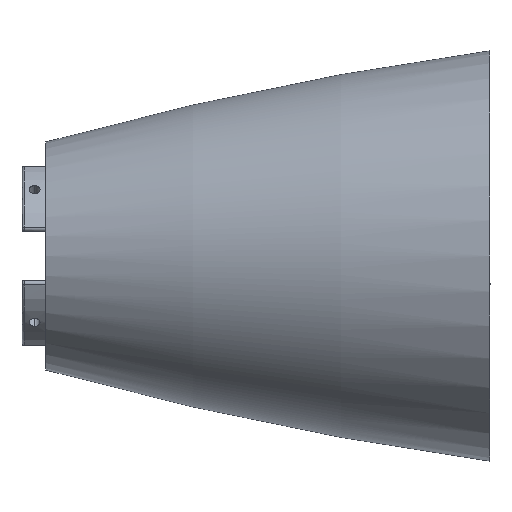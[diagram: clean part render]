
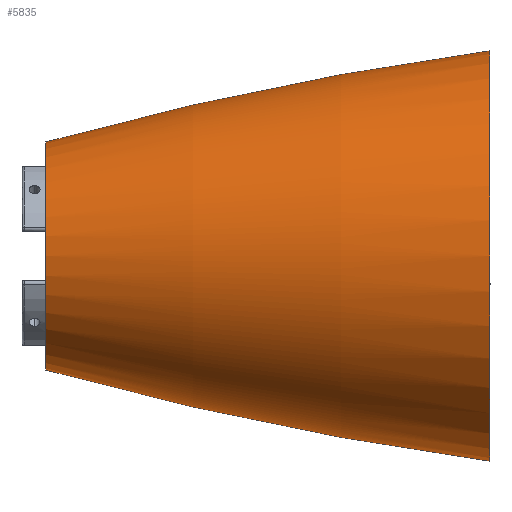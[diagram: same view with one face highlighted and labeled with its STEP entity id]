
A CAD part, left-side view. The second image highlights one B-rep face of the part: STEP entity #5835.
In plain terms, the highlighted toroidal (fillet/blend) face has major radius 713.477 mm and minor radius 766.309 mm.
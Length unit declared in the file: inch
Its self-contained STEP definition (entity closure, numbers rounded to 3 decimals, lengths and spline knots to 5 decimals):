
#284 = CARTESIAN_POINT ( 'NONE',  ( 0., 4.105, 0. ) ) ;
#410 = CARTESIAN_POINT ( 'NONE',  ( 0., 8., -1. ) ) ;
#431 = AXIS2_PLACEMENT_3D ( 'NONE', #5966, #3416, #5896 ) ;
#490 = AXIS2_PLACEMENT_3D ( 'NONE', #284, #1784, #2183 ) ;
#741 = EDGE_CURVE ( 'NONE', #4923, #1071, #2905, .T. ) ;
#750 = CIRCLE ( 'NONE', #3352, 30.16963 ) ;
#887 = DIRECTION ( 'NONE',  ( 0., -1., 0. ) ) ;
#984 = CARTESIAN_POINT ( 'NONE',  ( 0., 8., 1. ) ) ;
#1010 = EDGE_LOOP ( 'NONE', ( #3814, #4407, #4516, #4711 ) ) ;
#1040 = VERTEX_POINT ( 'NONE', #984 ) ;
#1071 = VERTEX_POINT ( 'NONE', #6119 ) ;
#1125 = CARTESIAN_POINT ( 'NONE',  ( 0., 0., 28.08963 ) ) ;
#1267 = TOROIDAL_SURFACE ( 'NONE', #431, -28.08963, 30.16963 ) ;
#1334 = AXIS2_PLACEMENT_3D ( 'NONE', #1125, #3545, #5570 ) ;
#1410 = EDGE_CURVE ( 'NONE', #1849, #1071, #2497, .T. ) ;
#1784 = DIRECTION ( 'NONE',  ( 0., -1., 0. ) ) ;
#1822 = FACE_OUTER_BOUND ( 'NONE', #1010, .T. ) ;
#1849 = VERTEX_POINT ( 'NONE', #3370 ) ;
#2136 = DIRECTION ( 'NONE',  ( 1., 0., 0. ) ) ;
#2183 = DIRECTION ( 'NONE',  ( 0., 0., 1. ) ) ;
#2497 = CIRCLE ( 'NONE', #490, 1.79942 ) ;
#2793 = CARTESIAN_POINT ( 'NONE',  ( 0., 8., 0. ) ) ;
#2905 = CIRCLE ( 'NONE', #1334, 30.16963 ) ;
#3079 = DIRECTION ( 'NONE',  ( 0., 0., -1. ) ) ;
#3241 = CIRCLE ( 'NONE', #4738, 1. ) ;
#3352 = AXIS2_PLACEMENT_3D ( 'NONE', #5625, #2136, #3079 ) ;
#3370 = CARTESIAN_POINT ( 'NONE',  ( 0., 4.105, 1.79942 ) ) ;
#3416 = DIRECTION ( 'NONE',  ( 0., -1., 0. ) ) ;
#3545 = DIRECTION ( 'NONE',  ( -1., 0., 0. ) ) ;
#3814 = ORIENTED_EDGE ( 'NONE', *, *, #6319, .F. ) ;
#4407 = ORIENTED_EDGE ( 'NONE', *, *, #5157, .T. ) ;
#4516 = ORIENTED_EDGE ( 'NONE', *, *, #741, .T. ) ;
#4711 = ORIENTED_EDGE ( 'NONE', *, *, #1410, .F. ) ;
#4738 = AXIS2_PLACEMENT_3D ( 'NONE', #2793, #887, #6340 ) ;
#4923 = VERTEX_POINT ( 'NONE', #410 ) ;
#5157 = EDGE_CURVE ( 'NONE', #1040, #4923, #3241, .T. ) ;
#5570 = DIRECTION ( 'NONE',  ( 0., 0., 1. ) ) ;
#5625 = CARTESIAN_POINT ( 'NONE',  ( 0., 0., -28.08963 ) ) ;
#5835 = ADVANCED_FACE ( 'NONE', ( #1822 ), #1267, .T. ) ;
#5896 = DIRECTION ( 'NONE',  ( 0., 0., -1. ) ) ;
#5966 = CARTESIAN_POINT ( 'NONE',  ( 0., 0., 0. ) ) ;
#6119 = CARTESIAN_POINT ( 'NONE',  ( 0., 4.105, -1.79942 ) ) ;
#6319 = EDGE_CURVE ( 'NONE', #1040, #1849, #750, .T. ) ;
#6340 = DIRECTION ( 'NONE',  ( 0., 0., -1. ) ) ;
